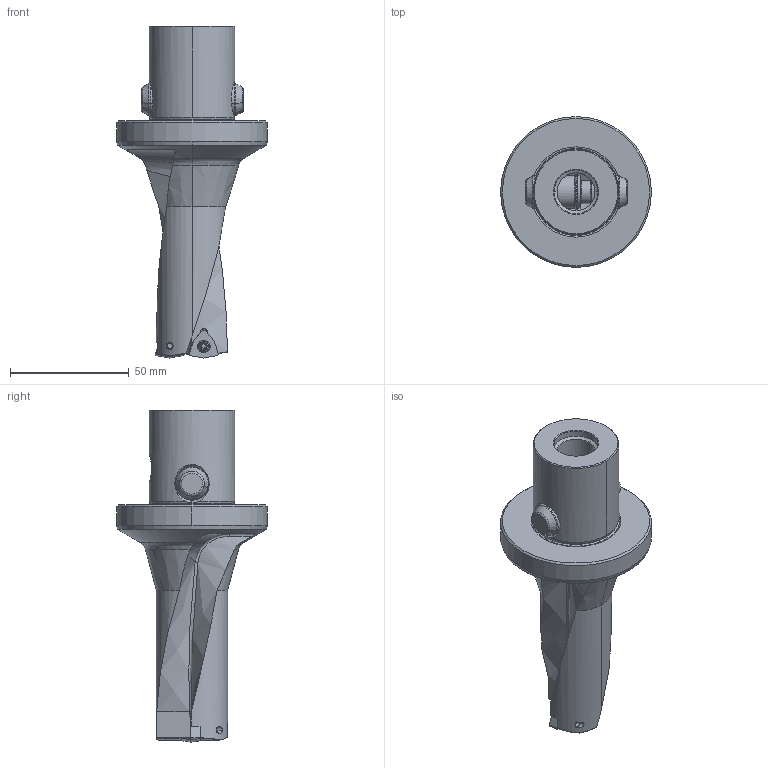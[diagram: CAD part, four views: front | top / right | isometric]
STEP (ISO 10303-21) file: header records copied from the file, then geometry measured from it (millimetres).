
FILE_DESCRIPTION(('no description'),'unknown implementation level');
FILE_NAME('E850326B-5A75-460A-A6AA-52467131ECF9_export.stp',' ',('CIMSOURCE GmbH'),('CADClick - KiM GmbH - www.kimweb.de'),'unknown preprocess','ACIS','unknown authorization');
FILE_SCHEMA(('automotive_design'));
Length unit declared in the file: millimetre
Products named in the file (7): 336.631 Kaiser WB 31-62 X CK6|336.631 Kaiser WB 31-62 X CK6_Standard-2;NONE; 336.631 Kaiser WB 31-62 X CK6|336.631 Kaiser WB 31-62 X CK6_Standard-1;NONE; 336.631 Kaiser WB 31-62 X CK6|336.631 Kaiser WB 31-62 X CK6_Standard;NONE; 336.631 Kaiser WB 31-62 X CK6|694.137 Kasier ETL M3,5 X 9,4 T10 IP 10S_Standard;NONE; 336.631 Kaiser WB 31-62 X CK6|691.506 Kaiser ETL D14 X 43K_Standard|691.526 Mitnehmerbolzen_Standard;NONE; 336.631 Kaiser WB 31-62 X CK6|691.506 Kaiser ETL D14 X 43K_Standard|693.305 Sprengring_Standard;NONE
Bounding box: 63.5 x 63.5 x 139.8 mm (x, y, z)
Volume: 118012.9 mm3; surface area: 28897.2 mm2
Topology: 7 solids, 7 shells, 352 faces, 877 edges, 537 vertices
Faces by surface type: cylinder 119, plane 89, cone 76, torus 43, bspline 25
Entity records: 34586 total; most frequent: CARTESIAN_POINT 16209, DIRECTION 1818, STYLED_ITEM 1768, PRESENTATION_STYLE_ASSIGNMENT 1768, COLOUR_RGB 1768, ORIENTED_EDGE 1744, EDGE_CURVE 872, CURVE_STYLE 872
